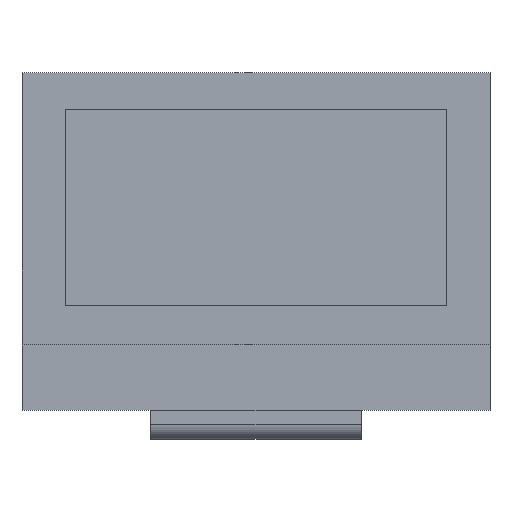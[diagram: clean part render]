
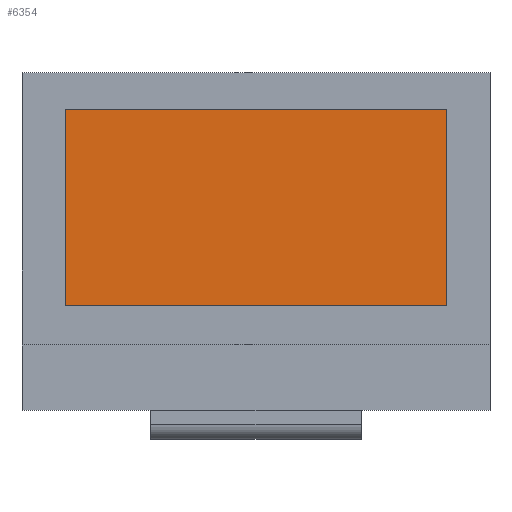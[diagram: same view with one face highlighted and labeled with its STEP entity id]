
A CAD part, top view. The second image highlights one B-rep face of the part: STEP entity #6354.
In plain terms, the highlighted planar face has unit normal (0, 0, 1).
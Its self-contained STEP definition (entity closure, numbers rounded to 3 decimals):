
#458=FACE_OUTER_BOUND('',#834,.T.);
#834=EDGE_LOOP('',(#4313,#4314,#4315,#4316));
#1283=LINE('',#9268,#2005);
#1287=LINE('',#9276,#2009);
#1290=LINE('',#9282,#2012);
#1293=LINE('',#9287,#2015);
#2005=VECTOR('',#7396,10.);
#2009=VECTOR('',#7402,10.);
#2012=VECTOR('',#7407,10.);
#2015=VECTOR('',#7412,10.);
#2715=VERTEX_POINT('',#9266);
#2716=VERTEX_POINT('',#9267);
#2719=VERTEX_POINT('',#9275);
#2721=VERTEX_POINT('',#9281);
#3339=EDGE_CURVE('',#2715,#2716,#1283,.T.);
#3343=EDGE_CURVE('',#2716,#2719,#1287,.T.);
#3346=EDGE_CURVE('',#2719,#2721,#1290,.T.);
#3349=EDGE_CURVE('',#2721,#2715,#1293,.T.);
#4313=ORIENTED_EDGE('',*,*,#3346,.F.);
#4314=ORIENTED_EDGE('',*,*,#3343,.F.);
#4315=ORIENTED_EDGE('',*,*,#3339,.F.);
#4316=ORIENTED_EDGE('',*,*,#3349,.F.);
#6078=PLANE('',#6775);
#6354=ADVANCED_FACE('',(#458),#6078,.T.);
#6775=AXIS2_PLACEMENT_3D('',#9290,#7416,#7417);
#7396=DIRECTION('',(-1.,0.,0.));
#7402=DIRECTION('',(0.,1.,0.));
#7407=DIRECTION('',(1.,0.,0.));
#7412=DIRECTION('',(0.,-1.,0.));
#7416=DIRECTION('center_axis',(0.,0.,1.));
#7417=DIRECTION('ref_axis',(1.,0.,0.));
#9266=CARTESIAN_POINT('',(24.222,5.958,1.45));
#9267=CARTESIAN_POINT('',(2.478,5.958,1.45));
#9268=CARTESIAN_POINT('',(7.914,5.958,1.45));
#9275=CARTESIAN_POINT('',(2.478,17.162,1.45));
#9276=CARTESIAN_POINT('',(2.478,14.361,1.45));
#9281=CARTESIAN_POINT('',(24.222,17.162,1.45));
#9282=CARTESIAN_POINT('',(18.786,17.162,1.45));
#9287=CARTESIAN_POINT('',(24.222,8.759,1.45));
#9290=CARTESIAN_POINT('Origin',(13.35,11.56,1.45));
